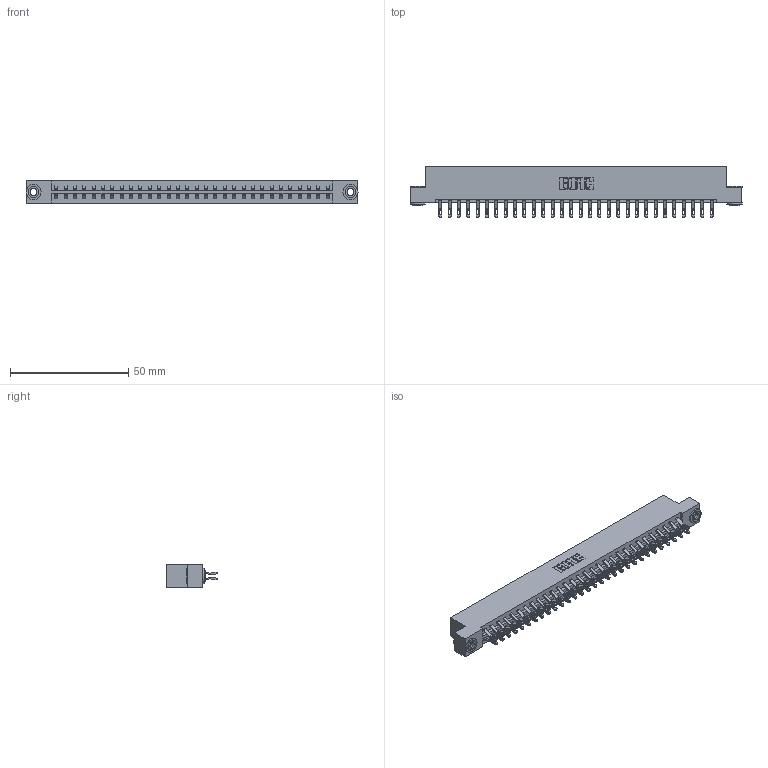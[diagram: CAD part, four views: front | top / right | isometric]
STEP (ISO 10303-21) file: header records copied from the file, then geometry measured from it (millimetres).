
FILE_DESCRIPTION (( 'STEP AP203' ), '1' );
FILE_NAME ('333-060-555-203.STEP', '2018-08-04T07:31:24', ( '' ), ( '' ), 'SwSTEP 2.0', 'SolidWorks 2016', '' );
FILE_SCHEMA (( 'CONFIG_CONTROL_DESIGN' ));
Length unit declared in the file: inch
Products named in the file (4): 345-292-001_555 Tail; 345-250-002_345-250-002-102; 333-060-555-203; 333 Part_Flush - .156 Dia - TH
Assembly tree (63 placements, depth 2):
  333-060-555-203
    333 Part_Flush - .156 Dia - TH
    345-292-001_555 Tail  x60
    345-250-002_345-250-002-102  x2
Bounding box: 140.41 x 21.47 x 9.4 mm (x, y, z)
Volume: 14416.4 mm3; surface area: 17786.5 mm2
Topology: 63 solids, 63 shells, 3632 faces, 11367 edges, 7574 vertices
Faces by surface type: plane 2120, cylinder 1504, cone 8
Entity records: 21828 total; most frequent: CARTESIAN_POINT 3643, ORIENTED_EDGE 3542, DIRECTION 3137, EDGE_CURVE 1771, VECTOR 1599, LINE 1599, VERTEX_POINT 1178, AXIS2_PLACEMENT_3D 769
